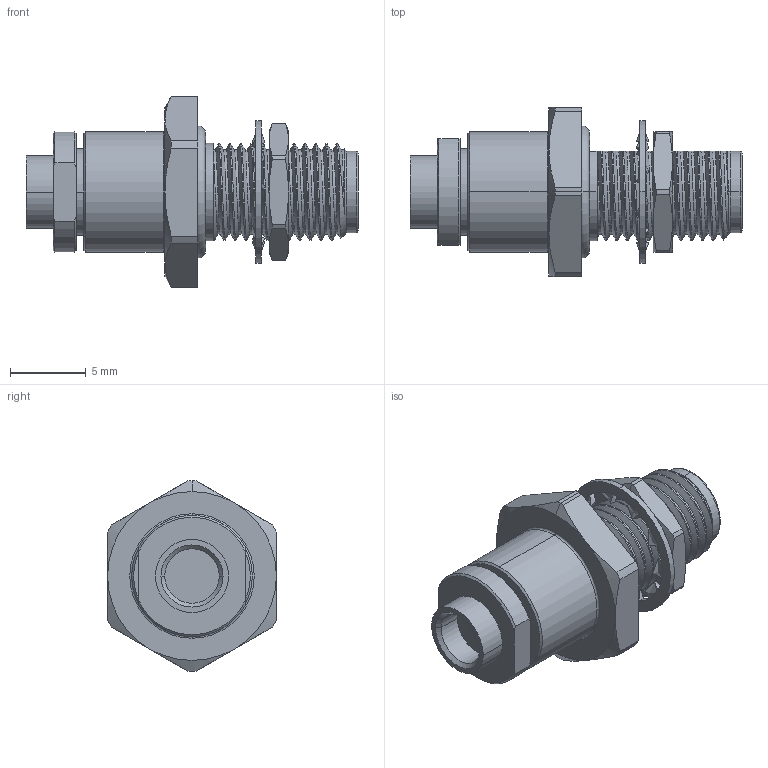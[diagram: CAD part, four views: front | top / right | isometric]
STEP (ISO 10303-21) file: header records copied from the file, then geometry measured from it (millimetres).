
FILE_DESCRIPTION (( 'STEP AP203' ), '1' );
FILE_NAME ('FMCN1918_3D.STEP', '2022-06-07T14:23:12', ( '' ), ( '' ), 'SwSTEP 2.0', 'SolidWorks 2021', '' );
FILE_SCHEMA (( 'CONFIG_CONTROL_DESIGN' ));
Length unit declared in the file: inch
Products named in the file (1): FMCN1918_3D
Bounding box: 21.84 x 11.11 x 12.53 mm (x, y, z)
Volume: 858 mm3; surface area: 1224.1 mm2
Topology: 4 solids, 4 shells, 278 faces, 787 edges, 526 vertices
Faces by surface type: cylinder 93, bspline 83, plane 54, cone 40, torus 8
Entity records: 23700 total; most frequent: CARTESIAN_POINT 17299, ORIENTED_EDGE 1574, DIRECTION 1033, EDGE_CURVE 787, VERTEX_POINT 526, AXIS2_PLACEMENT_3D 394, EDGE_LOOP 293, ADVANCED_FACE 278
